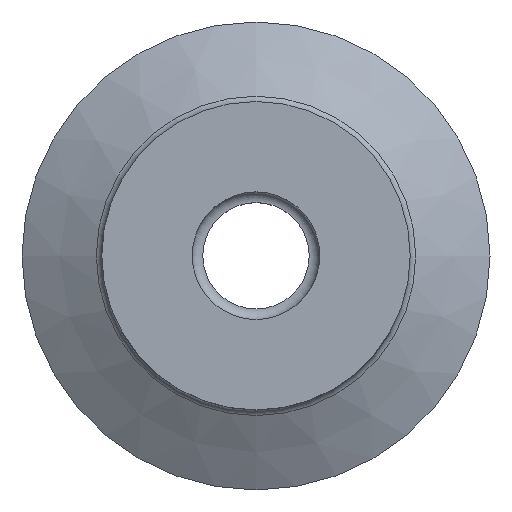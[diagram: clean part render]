
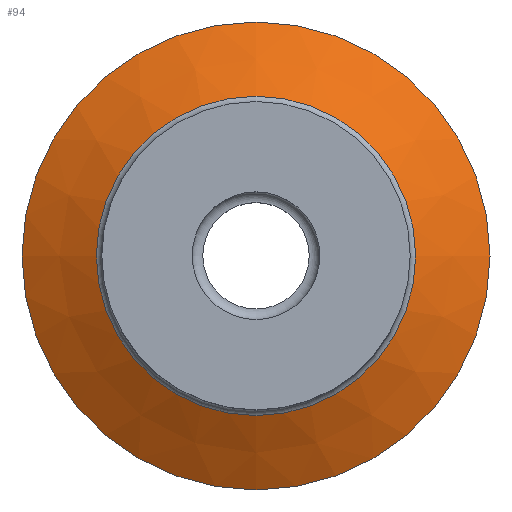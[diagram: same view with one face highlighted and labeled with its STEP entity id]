
A CAD part, top view. The second image highlights one B-rep face of the part: STEP entity #94.
In plain terms, the highlighted conical face has half-angle 60.791 degrees and reference radius 7.506 mm.
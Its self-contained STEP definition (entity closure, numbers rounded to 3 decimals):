
#94 = ADVANCED_FACE( '', ( #146, #147 ), #148, .T. );
#146 = FACE_OUTER_BOUND( '', #201, .T. );
#147 = FACE_BOUND( '', #202, .T. );
#148 = CONICAL_SURFACE( '', #203, 7.506, 1.061 );
#201 = EDGE_LOOP( '', ( #296 ) );
#202 = EDGE_LOOP( '', ( #297 ) );
#203 = AXIS2_PLACEMENT_3D( '', #298, #299, #300 );
#296 = ORIENTED_EDGE( '', *, *, #329, .T. );
#297 = ORIENTED_EDGE( '', *, *, #318, .F. );
#298 = CARTESIAN_POINT( '', ( 0., 0., 2.453 ) );
#299 = DIRECTION( '', ( 0., 0., -1. ) );
#300 = DIRECTION( '', ( -1., 0., 0. ) );
#318 = EDGE_CURVE( '', #360, #360, #361, .T. );
#329 = EDGE_CURVE( '', #382, #382, #383, .T. );
#360 = VERTEX_POINT( '', #398 );
#361 = CIRCLE( '', #399, 7.506 );
#382 = VERTEX_POINT( '', #420 );
#383 = CIRCLE( '', #421, 11. );
#398 = CARTESIAN_POINT( '', ( 7.506, 0., 2.453 ) );
#399 = AXIS2_PLACEMENT_3D( '', #445, #446, #447 );
#420 = CARTESIAN_POINT( '', ( 11., 0., 0.5 ) );
#421 = AXIS2_PLACEMENT_3D( '', #478, #479, #480 );
#445 = CARTESIAN_POINT( '', ( 0., 0., 2.453 ) );
#446 = DIRECTION( '', ( 0., 0., 1. ) );
#447 = DIRECTION( '', ( 1., 0., 0. ) );
#478 = CARTESIAN_POINT( '', ( 0., 0., 0.5 ) );
#479 = DIRECTION( '', ( 0., 0., 1. ) );
#480 = DIRECTION( '', ( 1., 0., 0. ) );
